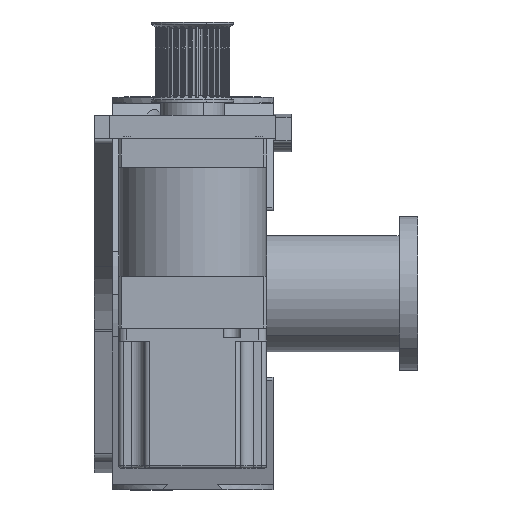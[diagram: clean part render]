
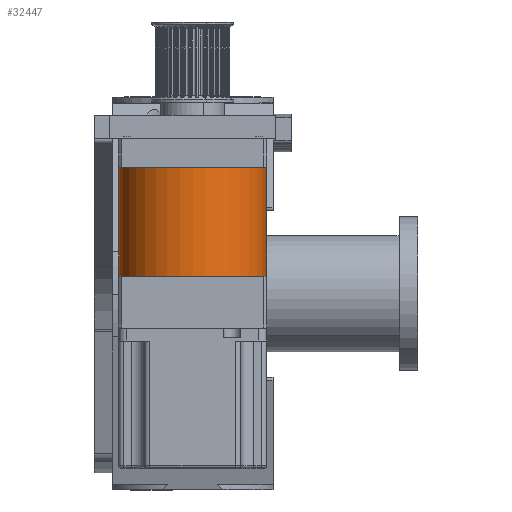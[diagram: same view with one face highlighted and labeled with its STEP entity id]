
A CAD part, front view. The second image highlights one B-rep face of the part: STEP entity #32447.
In plain terms, the highlighted cylindrical face has radius 28.5 mm (diameter 57 mm), a partial arc.
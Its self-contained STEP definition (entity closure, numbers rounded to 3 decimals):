
#564 = DIRECTION ( 'NONE',  ( 0., 0., 1. ) ) ;
#3692 = ORIENTED_EDGE ( 'NONE', *, *, #14595, .T. ) ;
#6197 = CARTESIAN_POINT ( 'NONE',  ( -115.375, 28.5, -98. ) ) ;
#6426 = DIRECTION ( 'NONE',  ( -1., 0., 0. ) ) ;
#6477 = ORIENTED_EDGE ( 'NONE', *, *, #25470, .F. ) ;
#6745 = AXIS2_PLACEMENT_3D ( 'NONE', #16549, #32720, #9047 ) ;
#7524 = DIRECTION ( 'NONE',  ( -1., 0., 0. ) ) ;
#8090 = VECTOR ( 'NONE', #28476, 1000. ) ;
#8769 = CARTESIAN_POINT ( 'NONE',  ( -115.375, 28.5, -56. ) ) ;
#9047 = DIRECTION ( 'NONE',  ( -1., 0., 0. ) ) ;
#11132 = CYLINDRICAL_SURFACE ( 'NONE', #23222, 28.5 ) ;
#11184 = VERTEX_POINT ( 'NONE', #18726 ) ;
#11715 = CIRCLE ( 'NONE', #13880, 28.5 ) ;
#12521 = EDGE_CURVE ( 'NONE', #15500, #11184, #24082, .T. ) ;
#13416 = CARTESIAN_POINT ( 'NONE',  ( -115.375, 28.5, -98. ) ) ;
#13676 = FACE_OUTER_BOUND ( 'NONE', #23533, .T. ) ;
#13880 = AXIS2_PLACEMENT_3D ( 'NONE', #25919, #17737, #7524 ) ;
#14251 = DIRECTION ( 'NONE',  ( 0., 0., -1. ) ) ;
#14595 = EDGE_CURVE ( 'NONE', #16417, #22276, #15199, .T. ) ;
#15199 = LINE ( 'NONE', #17915, #8090 ) ;
#15461 = DIRECTION ( 'NONE',  ( 0., 0., 1. ) ) ;
#15500 = VERTEX_POINT ( 'NONE', #8769 ) ;
#16417 = VERTEX_POINT ( 'NONE', #25099 ) ;
#16549 = CARTESIAN_POINT ( 'NONE',  ( -86.875, 28.5, -56. ) ) ;
#16925 = ORIENTED_EDGE ( 'NONE', *, *, #24377, .F. ) ;
#17737 = DIRECTION ( 'NONE',  ( 0., 0., -1. ) ) ;
#17915 = CARTESIAN_POINT ( 'NONE',  ( -58.375, 28.5, -98. ) ) ;
#18631 = CARTESIAN_POINT ( 'NONE',  ( -86.875, 28.5, -98. ) ) ;
#18726 = CARTESIAN_POINT ( 'NONE',  ( -86.875, 0., -56. ) ) ;
#19367 = EDGE_CURVE ( 'NONE', #16417, #31696, #29451, .T. ) ;
#19637 = DIRECTION ( 'NONE',  ( 0., 0., 1. ) ) ;
#20935 = ORIENTED_EDGE ( 'NONE', *, *, #23950, .F. ) ;
#22276 = VERTEX_POINT ( 'NONE', #31430 ) ;
#23222 = AXIS2_PLACEMENT_3D ( 'NONE', #18631, #564, #31930 ) ;
#23355 = VERTEX_POINT ( 'NONE', #13416 ) ;
#23533 = EDGE_LOOP ( 'NONE', ( #26145, #3692, #16925, #27254, #20935, #6477 ) ) ;
#23950 = EDGE_CURVE ( 'NONE', #23355, #15500, #25090, .T. ) ;
#24082 = CIRCLE ( 'NONE', #28432, 28.5 ) ;
#24377 = EDGE_CURVE ( 'NONE', #11184, #22276, #24707, .T. ) ;
#24707 = CIRCLE ( 'NONE', #6745, 28.5 ) ;
#25090 = LINE ( 'NONE', #6197, #29032 ) ;
#25099 = CARTESIAN_POINT ( 'NONE',  ( -58.375, 28.5, -98. ) ) ;
#25470 = EDGE_CURVE ( 'NONE', #31696, #23355, #11715, .T. ) ;
#25919 = CARTESIAN_POINT ( 'NONE',  ( -86.875, 28.5, -98. ) ) ;
#26145 = ORIENTED_EDGE ( 'NONE', *, *, #19367, .F. ) ;
#27254 = ORIENTED_EDGE ( 'NONE', *, *, #12521, .F. ) ;
#28432 = AXIS2_PLACEMENT_3D ( 'NONE', #31479, #15461, #28739 ) ;
#28476 = DIRECTION ( 'NONE',  ( 0., 0., 1. ) ) ;
#28739 = DIRECTION ( 'NONE',  ( -1., 0., 0. ) ) ;
#28928 = AXIS2_PLACEMENT_3D ( 'NONE', #29763, #14251, #6426 ) ;
#29032 = VECTOR ( 'NONE', #19637, 1000. ) ;
#29266 = CARTESIAN_POINT ( 'NONE',  ( -86.875, 0., -98. ) ) ;
#29451 = CIRCLE ( 'NONE', #28928, 28.5 ) ;
#29763 = CARTESIAN_POINT ( 'NONE',  ( -86.875, 28.5, -98. ) ) ;
#31430 = CARTESIAN_POINT ( 'NONE',  ( -58.375, 28.5, -56. ) ) ;
#31479 = CARTESIAN_POINT ( 'NONE',  ( -86.875, 28.5, -56. ) ) ;
#31696 = VERTEX_POINT ( 'NONE', #29266 ) ;
#31930 = DIRECTION ( 'NONE',  ( -1., 0., 0. ) ) ;
#32447 = ADVANCED_FACE ( 'NONE', ( #13676 ), #11132, .T. ) ;
#32720 = DIRECTION ( 'NONE',  ( 0., 0., 1. ) ) ;
